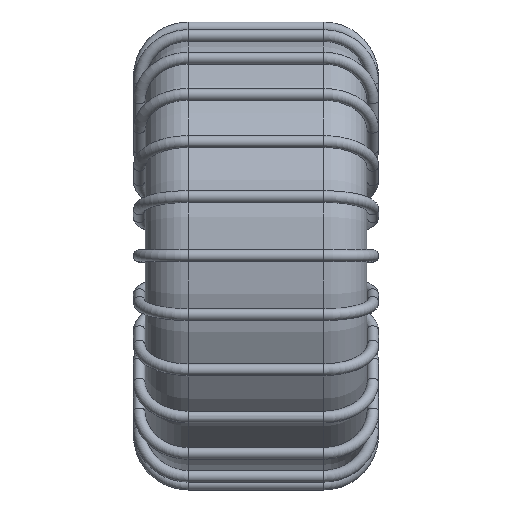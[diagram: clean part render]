
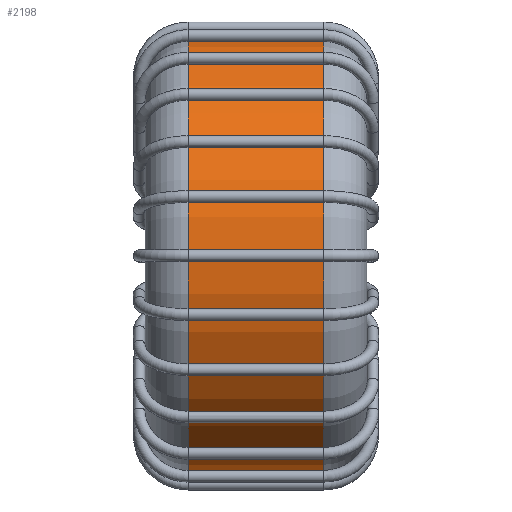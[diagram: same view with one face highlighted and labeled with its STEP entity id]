
A CAD part, top view. The second image highlights one B-rep face of the part: STEP entity #2198.
In plain terms, the highlighted cylindrical face has radius 10.361 mm (diameter 20.722 mm), a full revolution.
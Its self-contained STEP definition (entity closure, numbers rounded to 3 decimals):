
#165=FACE_BOUND($,#601,.T.);
#376=FACE_OUTER_BOUND($,#600,.T.);
#600=EDGE_LOOP($,(#1670));
#601=EDGE_LOOP($,(#1671));
#1022=CIRCLE($,#2482,10.361);
#1023=CIRCLE($,#2484,10.361);
#1236=VERTEX_POINT($,#3790);
#1237=VERTEX_POINT($,#3793);
#1450=EDGE_CURVE($,#1236,#1236,#1022,.T.);
#1451=EDGE_CURVE($,#1237,#1237,#1023,.T.);
#1670=ORIENTED_EDGE($,*,*,#1451,.F.);
#1671=ORIENTED_EDGE($,*,*,#1450,.F.);
#2088=CYLINDRICAL_SURFACE($,#2483,10.361);
#2198=ADVANCED_FACE($,(#376,#165),#2088,.T.);
#2482=AXIS2_PLACEMENT_3D($,#3791,#2930,#2931);
#2483=AXIS2_PLACEMENT_3D($,#3792,#2932,#2933);
#2484=AXIS2_PLACEMENT_3D($,#3794,#2934,#2935);
#2930=DIRECTION('center_axis',(-1.,0.,0.));
#2931=DIRECTION('ref_axis',(0.,-1.,0.));
#2932=DIRECTION('center_axis',(-1.,0.,0.));
#2933=DIRECTION('ref_axis',(0.,-1.,0.));
#2934=DIRECTION('center_axis',(1.,0.,0.));
#2935=DIRECTION('ref_axis',(0.,-1.,0.));
#3790=CARTESIAN_POINT('',(-3.165,10.361,10.92));
#3791=CARTESIAN_POINT('Origin',(-3.165,0.,10.92));
#3792=CARTESIAN_POINT('Origin',(5.165,0.,10.92));
#3793=CARTESIAN_POINT('',(3.165,10.361,10.92));
#3794=CARTESIAN_POINT('Origin',(3.165,0.,10.92));
